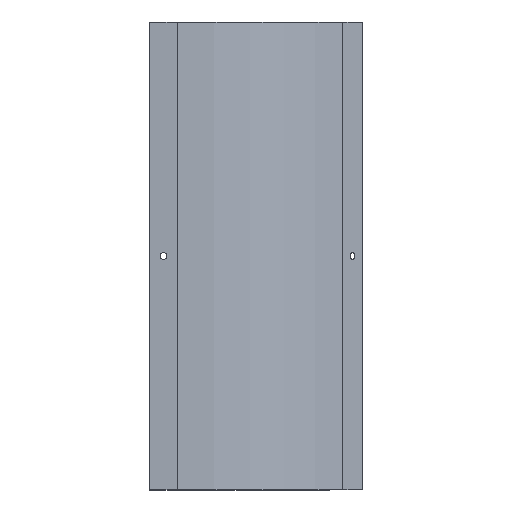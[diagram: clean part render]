
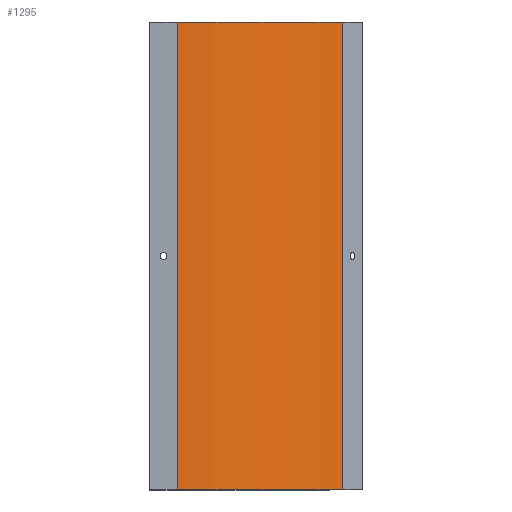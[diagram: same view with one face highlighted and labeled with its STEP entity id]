
A CAD part, front view. The second image highlights one B-rep face of the part: STEP entity #1295.
In plain terms, the highlighted cylindrical face has radius 250 mm (diameter 500 mm), a partial arc.
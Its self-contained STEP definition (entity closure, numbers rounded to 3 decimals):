
#12 = LINE ( 'NONE', #698, #14 ) ;
#14 = VECTOR ( 'NONE', #709, 1000. ) ;
#17 = CIRCLE ( 'NONE', #153, 250. ) ;
#20 = CIRCLE ( 'NONE', #1827, 250. ) ;
#135 = LINE ( 'NONE', #283, #138 ) ;
#138 = VECTOR ( 'NONE', #284, 1000. ) ;
#153 = AXIS2_PLACEMENT_3D ( 'NONE', #713, #714, #715 ) ;
#201 = AXIS2_PLACEMENT_3D ( 'NONE', #459, #462, #467 ) ;
#283 = CARTESIAN_POINT ( 'NONE',  ( 206.569, -26.777, 0.8 ) ) ;
#284 = DIRECTION ( 'NONE',  ( 0., 0., -1. ) ) ;
#332 = VERTEX_POINT ( 'NONE', #1499 ) ;
#459 = CARTESIAN_POINT ( 'NONE',  ( 29.792, 150., 0.8 ) ) ;
#462 = DIRECTION ( 'NONE',  ( 0., 0., -1. ) ) ;
#467 = DIRECTION ( 'NONE',  ( -1., 0., 0. ) ) ;
#509 = EDGE_LOOP ( 'NONE', ( #1110, #1113, #1112, #893 ) ) ;
#698 = CARTESIAN_POINT ( 'NONE',  ( 29.792, -100., 0.8 ) ) ;
#709 = DIRECTION ( 'NONE',  ( 0., 0., -1. ) ) ;
#713 = CARTESIAN_POINT ( 'NONE',  ( 29.792, 150., -499.2 ) ) ;
#714 = DIRECTION ( 'NONE',  ( 0., 0., 1. ) ) ;
#715 = DIRECTION ( 'NONE',  ( 1., 0., 0. ) ) ;
#716 = CARTESIAN_POINT ( 'NONE',  ( 29.792, 150., 0.8 ) ) ;
#717 = DIRECTION ( 'NONE',  ( 0., 0., 1. ) ) ;
#718 = DIRECTION ( 'NONE',  ( 1., 0., 0. ) ) ;
#835 = VERTEX_POINT ( 'NONE', #1371 ) ;
#837 = VERTEX_POINT ( 'NONE', #1369 ) ;
#868 = VERTEX_POINT ( 'NONE', #1335 ) ;
#893 = ORIENTED_EDGE ( 'NONE', *, *, #1553, .T. ) ;
#1110 = ORIENTED_EDGE ( 'NONE', *, *, #1555, .T. ) ;
#1112 = ORIENTED_EDGE ( 'NONE', *, *, #1556, .F. ) ;
#1113 = ORIENTED_EDGE ( 'NONE', *, *, #1646, .F. ) ;
#1295 = ADVANCED_FACE ( 'NONE', ( #1718 ), #1722, .T. ) ;
#1335 = CARTESIAN_POINT ( 'NONE',  ( 206.569, -26.777, 0.8 ) ) ;
#1369 = CARTESIAN_POINT ( 'NONE',  ( 29.792, -100., 0.8 ) ) ;
#1371 = CARTESIAN_POINT ( 'NONE',  ( 29.792, -100., -499.2 ) ) ;
#1499 = CARTESIAN_POINT ( 'NONE',  ( 206.569, -26.777, -499.2 ) ) ;
#1553 = EDGE_CURVE ( 'NONE', #837, #835, #12, .T. ) ;
#1555 = EDGE_CURVE ( 'NONE', #835, #332, #17, .T. ) ;
#1556 = EDGE_CURVE ( 'NONE', #837, #868, #20, .T. ) ;
#1646 = EDGE_CURVE ( 'NONE', #868, #332, #135, .T. ) ;
#1718 = FACE_OUTER_BOUND ( 'NONE', #509, .T. ) ;
#1722 = CYLINDRICAL_SURFACE ( 'NONE', #201, 250. ) ;
#1827 = AXIS2_PLACEMENT_3D ( 'NONE', #716, #717, #718 ) ;
